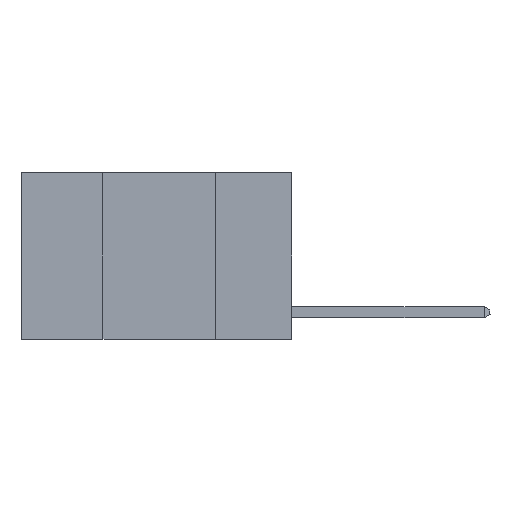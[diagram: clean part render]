
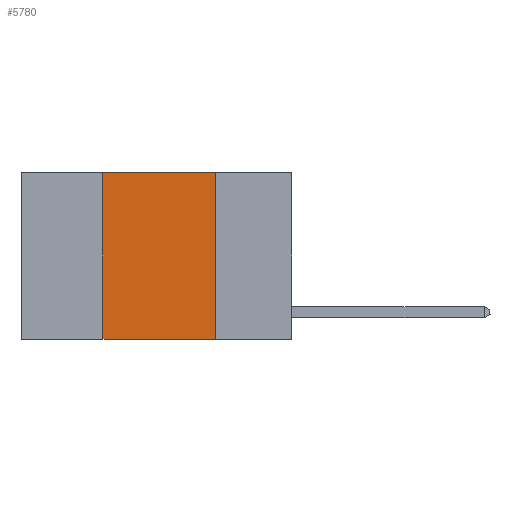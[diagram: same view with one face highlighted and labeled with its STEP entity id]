
A CAD part, left-side view. The second image highlights one B-rep face of the part: STEP entity #5780.
In plain terms, the highlighted planar face has unit normal (-1, 0, 0).
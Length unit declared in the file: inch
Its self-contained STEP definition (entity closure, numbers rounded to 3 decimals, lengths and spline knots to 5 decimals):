
#856 = EDGE_LOOP ( 'NONE', ( #6383, #24032, #24686, #16705 ) ) ;
#911 = VECTOR ( 'NONE', #15575, 39.37008 ) ;
#1297 = VERTEX_POINT ( 'NONE', #23965 ) ;
#4708 = VERTEX_POINT ( 'NONE', #27437 ) ;
#4757 = PLANE ( 'NONE',  #9370 ) ;
#5780 = ADVANCED_FACE ( 'NONE', ( #24604 ), #4757, .F. ) ;
#6383 = ORIENTED_EDGE ( 'NONE', *, *, #19224, .F. ) ;
#7143 = LINE ( 'NONE', #10963, #7718 ) ;
#7221 = LINE ( 'NONE', #27600, #20319 ) ;
#7663 = CARTESIAN_POINT ( 'NONE',  ( 0., 0.42, 0. ) ) ;
#7718 = VECTOR ( 'NONE', #19772, 39.37008 ) ;
#8909 = CARTESIAN_POINT ( 'NONE',  ( 0., 0.17, -0.37 ) ) ;
#9045 = LINE ( 'NONE', #24227, #911 ) ;
#9370 = AXIS2_PLACEMENT_3D ( 'NONE', #21999, #15366, #19992 ) ;
#10963 = CARTESIAN_POINT ( 'NONE',  ( 0., 0.6, 0. ) ) ;
#11437 = VERTEX_POINT ( 'NONE', #7663 ) ;
#11626 = VERTEX_POINT ( 'NONE', #8909 ) ;
#11792 = VECTOR ( 'NONE', #15217, 39.37008 ) ;
#15217 = DIRECTION ( 'NONE',  ( 0., 0., 1. ) ) ;
#15366 = DIRECTION ( 'NONE',  ( 1., 0., 0. ) ) ;
#15575 = DIRECTION ( 'NONE',  ( 0., -1., 0. ) ) ;
#16069 = DIRECTION ( 'NONE',  ( 0., 0., -1. ) ) ;
#16705 = ORIENTED_EDGE ( 'NONE', *, *, #19787, .T. ) ;
#16781 = EDGE_CURVE ( 'NONE', #11437, #4708, #7143, .T. ) ;
#19224 = EDGE_CURVE ( 'NONE', #4708, #11626, #7221, .T. ) ;
#19772 = DIRECTION ( 'NONE',  ( 0., -1., 0. ) ) ;
#19787 = EDGE_CURVE ( 'NONE', #1297, #11626, #9045, .T. ) ;
#19992 = DIRECTION ( 'NONE',  ( 0., 0., -1. ) ) ;
#20319 = VECTOR ( 'NONE', #16069, 39.37008 ) ;
#21999 = CARTESIAN_POINT ( 'NONE',  ( 0., 0.6, 0. ) ) ;
#23455 = EDGE_CURVE ( 'NONE', #1297, #11437, #28065, .T. ) ;
#23721 = CARTESIAN_POINT ( 'NONE',  ( 0., 0.42, 0. ) ) ;
#23965 = CARTESIAN_POINT ( 'NONE',  ( 0., 0.42, -0.37 ) ) ;
#24032 = ORIENTED_EDGE ( 'NONE', *, *, #16781, .F. ) ;
#24227 = CARTESIAN_POINT ( 'NONE',  ( 0., 0.6, -0.37 ) ) ;
#24604 = FACE_OUTER_BOUND ( 'NONE', #856, .T. ) ;
#24686 = ORIENTED_EDGE ( 'NONE', *, *, #23455, .F. ) ;
#27437 = CARTESIAN_POINT ( 'NONE',  ( 0., 0.17, 0. ) ) ;
#27600 = CARTESIAN_POINT ( 'NONE',  ( 0., 0.17, 0. ) ) ;
#28065 = LINE ( 'NONE', #23721, #11792 ) ;
